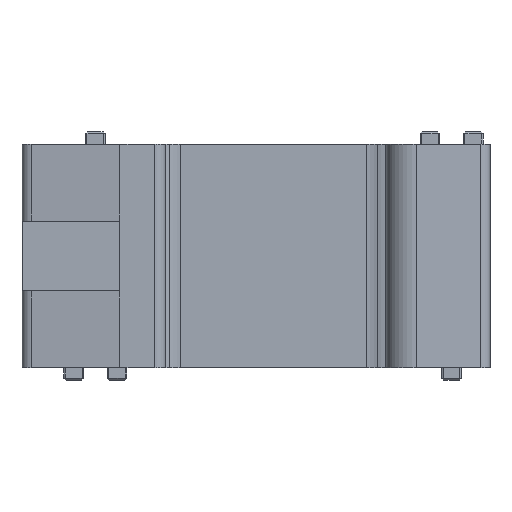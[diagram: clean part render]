
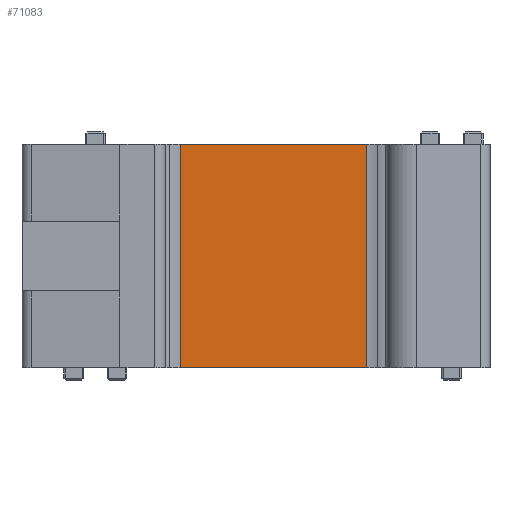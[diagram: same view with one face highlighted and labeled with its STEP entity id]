
A CAD part, front view. The second image highlights one B-rep face of the part: STEP entity #71083.
In plain terms, the highlighted planar face has unit normal (0, -1, 0).
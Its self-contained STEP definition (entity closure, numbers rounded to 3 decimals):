
#42377 = PLANE('',#42378);
#42378 = AXIS2_PLACEMENT_3D('',#42379,#42380,#42381);
#42379 = CARTESIAN_POINT('',(0.,12.5,32.));
#42380 = DIRECTION('',(0.,0.,1.));
#42381 = DIRECTION('',(1.,0.,0.));
#43469 = PLANE('',#43470);
#43470 = AXIS2_PLACEMENT_3D('',#43471,#43472,#43473);
#43471 = CARTESIAN_POINT('',(0.,12.5,0.));
#43472 = DIRECTION('',(0.,0.,-1.));
#43473 = DIRECTION('',(-1.,0.,0.));
#50058 = VERTEX_POINT('',#50059);
#50059 = CARTESIAN_POINT('',(13.321,-0.5,0.));
#50078 = CYLINDRICAL_SURFACE('',#50079,5.);
#50079 = AXIS2_PLACEMENT_3D('',#50080,#50081,#50082);
#50080 = CARTESIAN_POINT('',(13.321,-5.5,0.));
#50081 = DIRECTION('',(0.,0.,1.));
#50082 = DIRECTION('',(1.,0.,0.));
#50090 = EDGE_CURVE('',#50058,#50091,#50093,.T.);
#50091 = VERTEX_POINT('',#50092);
#50092 = CARTESIAN_POINT('',(-13.321,-0.5,0.));
#50093 = SURFACE_CURVE('',#50094,(#50098,#50105),.PCURVE_S1.);
#50094 = LINE('',#50095,#50096);
#50095 = CARTESIAN_POINT('',(0.,-0.5,0.));
#50096 = VECTOR('',#50097,1.);
#50097 = DIRECTION('',(-1.,0.,0.));
#50098 = PCURVE('',#43469,#50099);
#50099 = DEFINITIONAL_REPRESENTATION('',(#50100),#50104);
#50100 = LINE('',#50101,#50102);
#50101 = CARTESIAN_POINT('',(0.,-13.));
#50102 = VECTOR('',#50103,1.);
#50103 = DIRECTION('',(1.,0.));
#50104 = ( GEOMETRIC_REPRESENTATION_CONTEXT(2) 
PARAMETRIC_REPRESENTATION_CONTEXT() REPRESENTATION_CONTEXT('2D SPACE',''
  ) );
#50105 = PCURVE('',#50106,#50111);
#50106 = PLANE('',#50107);
#50107 = AXIS2_PLACEMENT_3D('',#50108,#50109,#50110);
#50108 = CARTESIAN_POINT('',(0.,-0.5,0.));
#50109 = DIRECTION('',(0.,1.,0.));
#50110 = DIRECTION('',(0.,0.,1.));
#50111 = DEFINITIONAL_REPRESENTATION('',(#50112),#50116);
#50112 = LINE('',#50113,#50114);
#50113 = CARTESIAN_POINT('',(0.,0.));
#50114 = VECTOR('',#50115,1.);
#50115 = DIRECTION('',(0.,-1.));
#50116 = ( GEOMETRIC_REPRESENTATION_CONTEXT(2) 
PARAMETRIC_REPRESENTATION_CONTEXT() REPRESENTATION_CONTEXT('2D SPACE',''
  ) );
#50139 = CYLINDRICAL_SURFACE('',#50140,5.);
#50140 = AXIS2_PLACEMENT_3D('',#50141,#50142,#50143);
#50141 = CARTESIAN_POINT('',(-13.321,-5.5,0.));
#50142 = DIRECTION('',(0.,0.,-1.));
#50143 = DIRECTION('',(-1.,0.,0.));
#61111 = VERTEX_POINT('',#61112);
#61112 = CARTESIAN_POINT('',(-13.321,-0.5,32.));
#61138 = EDGE_CURVE('',#61111,#61139,#61141,.T.);
#61139 = VERTEX_POINT('',#61140);
#61140 = CARTESIAN_POINT('',(13.321,-0.5,32.));
#61141 = SURFACE_CURVE('',#61142,(#61146,#61153),.PCURVE_S1.);
#61142 = LINE('',#61143,#61144);
#61143 = CARTESIAN_POINT('',(0.,-0.5,32.));
#61144 = VECTOR('',#61145,1.);
#61145 = DIRECTION('',(1.,0.,0.));
#61146 = PCURVE('',#42377,#61147);
#61147 = DEFINITIONAL_REPRESENTATION('',(#61148),#61152);
#61148 = LINE('',#61149,#61150);
#61149 = CARTESIAN_POINT('',(0.,-13.));
#61150 = VECTOR('',#61151,1.);
#61151 = DIRECTION('',(1.,0.));
#61152 = ( GEOMETRIC_REPRESENTATION_CONTEXT(2) 
PARAMETRIC_REPRESENTATION_CONTEXT() REPRESENTATION_CONTEXT('2D SPACE',''
  ) );
#61153 = PCURVE('',#50106,#61154);
#61154 = DEFINITIONAL_REPRESENTATION('',(#61155),#61159);
#61155 = LINE('',#61156,#61157);
#61156 = CARTESIAN_POINT('',(32.,0.));
#61157 = VECTOR('',#61158,1.);
#61158 = DIRECTION('',(0.,1.));
#61159 = ( GEOMETRIC_REPRESENTATION_CONTEXT(2) 
PARAMETRIC_REPRESENTATION_CONTEXT() REPRESENTATION_CONTEXT('2D SPACE',''
  ) );
#71083 = ADVANCED_FACE('',(#71084),#50106,.F.);
#71084 = FACE_BOUND('',#71085,.T.);
#71085 = EDGE_LOOP('',(#71086,#71087,#71108,#71109));
#71086 = ORIENTED_EDGE('',*,*,#61138,.F.);
#71087 = ORIENTED_EDGE('',*,*,#71088,.T.);
#71088 = EDGE_CURVE('',#61111,#50091,#71089,.T.);
#71089 = SURFACE_CURVE('',#71090,(#71094,#71101),.PCURVE_S1.);
#71090 = LINE('',#71091,#71092);
#71091 = CARTESIAN_POINT('',(-13.321,-0.5,0.));
#71092 = VECTOR('',#71093,1.);
#71093 = DIRECTION('',(0.,0.,-1.));
#71094 = PCURVE('',#50106,#71095);
#71095 = DEFINITIONAL_REPRESENTATION('',(#71096),#71100);
#71096 = LINE('',#71097,#71098);
#71097 = CARTESIAN_POINT('',(0.,-13.321));
#71098 = VECTOR('',#71099,1.);
#71099 = DIRECTION('',(-1.,0.));
#71100 = ( GEOMETRIC_REPRESENTATION_CONTEXT(2) 
PARAMETRIC_REPRESENTATION_CONTEXT() REPRESENTATION_CONTEXT('2D SPACE',''
  ) );
#71101 = PCURVE('',#50139,#71102);
#71102 = DEFINITIONAL_REPRESENTATION('',(#71103),#71107);
#71103 = LINE('',#71104,#71105);
#71104 = CARTESIAN_POINT('',(1.571,0.));
#71105 = VECTOR('',#71106,1.);
#71106 = DIRECTION('',(0.,1.));
#71107 = ( GEOMETRIC_REPRESENTATION_CONTEXT(2) 
PARAMETRIC_REPRESENTATION_CONTEXT() REPRESENTATION_CONTEXT('2D SPACE',''
  ) );
#71108 = ORIENTED_EDGE('',*,*,#50090,.F.);
#71109 = ORIENTED_EDGE('',*,*,#71110,.T.);
#71110 = EDGE_CURVE('',#50058,#61139,#71111,.T.);
#71111 = SURFACE_CURVE('',#71112,(#71116,#71123),.PCURVE_S1.);
#71112 = LINE('',#71113,#71114);
#71113 = CARTESIAN_POINT('',(13.321,-0.5,0.));
#71114 = VECTOR('',#71115,1.);
#71115 = DIRECTION('',(0.,0.,1.));
#71116 = PCURVE('',#50106,#71117);
#71117 = DEFINITIONAL_REPRESENTATION('',(#71118),#71122);
#71118 = LINE('',#71119,#71120);
#71119 = CARTESIAN_POINT('',(0.,13.321));
#71120 = VECTOR('',#71121,1.);
#71121 = DIRECTION('',(1.,0.));
#71122 = ( GEOMETRIC_REPRESENTATION_CONTEXT(2) 
PARAMETRIC_REPRESENTATION_CONTEXT() REPRESENTATION_CONTEXT('2D SPACE',''
  ) );
#71123 = PCURVE('',#50078,#71124);
#71124 = DEFINITIONAL_REPRESENTATION('',(#71125),#71129);
#71125 = LINE('',#71126,#71127);
#71126 = CARTESIAN_POINT('',(1.571,0.));
#71127 = VECTOR('',#71128,1.);
#71128 = DIRECTION('',(0.,1.));
#71129 = ( GEOMETRIC_REPRESENTATION_CONTEXT(2) 
PARAMETRIC_REPRESENTATION_CONTEXT() REPRESENTATION_CONTEXT('2D SPACE',''
  ) );
